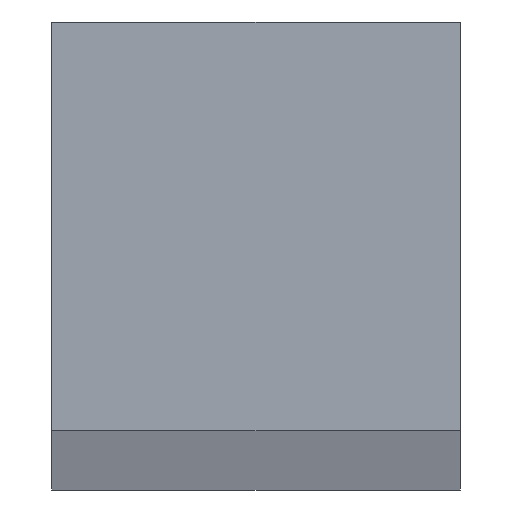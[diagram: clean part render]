
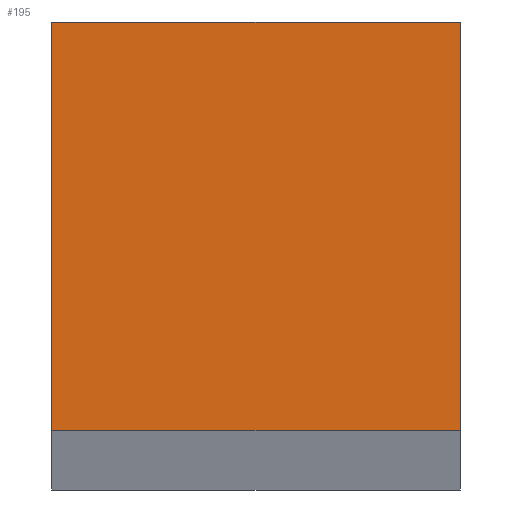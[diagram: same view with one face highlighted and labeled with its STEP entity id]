
A CAD part, top view. The second image highlights one B-rep face of the part: STEP entity #195.
In plain terms, the highlighted planar face has unit normal (0, 0, 1).
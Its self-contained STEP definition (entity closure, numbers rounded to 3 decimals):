
#11 = DIRECTION ( 'NONE',  ( 1., 0., 0. ) ) ;
#12 = CARTESIAN_POINT ( 'NONE',  ( -6., 6., 500. ) ) ;
#19 = CARTESIAN_POINT ( 'NONE',  ( -6., -6., 500. ) ) ;
#22 = CARTESIAN_POINT ( 'NONE',  ( 6., 6., 500. ) ) ;
#25 = DIRECTION ( 'NONE',  ( -1., 0., 0. ) ) ;
#34 = CARTESIAN_POINT ( 'NONE',  ( -6., 6., 500. ) ) ;
#35 = LINE ( 'NONE', #22, #154 ) ;
#36 = DIRECTION ( 'NONE',  ( 0., 1., 0. ) ) ;
#38 = LINE ( 'NONE', #34, #157 ) ;
#41 = CARTESIAN_POINT ( 'NONE',  ( -6., -6., 500. ) ) ;
#42 = CARTESIAN_POINT ( 'NONE',  ( 6., -6., 500. ) ) ;
#54 = ORIENTED_EDGE ( 'NONE', *, *, #197, .T. ) ;
#82 = CARTESIAN_POINT ( 'NONE',  ( -6., 6., 500. ) ) ;
#85 = LINE ( 'NONE', #82, #182 ) ;
#87 = DIRECTION ( 'NONE',  ( 0., -1., 0. ) ) ;
#110 = EDGE_LOOP ( 'NONE', ( #125, #54, #120, #118 ) ) ;
#112 = VERTEX_POINT ( 'NONE', #42 ) ;
#116 = VERTEX_POINT ( 'NONE', #12 ) ;
#117 = VERTEX_POINT ( 'NONE', #138 ) ;
#118 = ORIENTED_EDGE ( 'NONE', *, *, #206, .T. ) ;
#120 = ORIENTED_EDGE ( 'NONE', *, *, #207, .T. ) ;
#122 = PLANE ( 'NONE',  #169 ) ;
#123 = CARTESIAN_POINT ( 'NONE',  ( 0., 0., 500. ) ) ;
#125 = ORIENTED_EDGE ( 'NONE', *, *, #228, .T. ) ;
#132 = DIRECTION ( 'NONE',  ( 1., 0., 0. ) ) ;
#134 = LINE ( 'NONE', #19, #150 ) ;
#138 = CARTESIAN_POINT ( 'NONE',  ( 6., 6., 500. ) ) ;
#142 = DIRECTION ( 'NONE',  ( 0., 0., 1. ) ) ;
#144 = VERTEX_POINT ( 'NONE', #41 ) ;
#150 = VECTOR ( 'NONE', #11, 1000. ) ;
#154 = VECTOR ( 'NONE', #36, 1000. ) ;
#157 = VECTOR ( 'NONE', #25, 1000. ) ;
#169 = AXIS2_PLACEMENT_3D ( 'NONE', #123, #142, #132 ) ;
#182 = VECTOR ( 'NONE', #87, 1000. ) ;
#193 = FACE_OUTER_BOUND ( 'NONE', #110, .T. ) ;
#195 = ADVANCED_FACE ( 'NONE', ( #193 ), #122, .T. ) ;
#197 = EDGE_CURVE ( 'NONE', #144, #112, #134, .T. ) ;
#206 = EDGE_CURVE ( 'NONE', #117, #116, #38, .T. ) ;
#207 = EDGE_CURVE ( 'NONE', #112, #117, #35, .T. ) ;
#228 = EDGE_CURVE ( 'NONE', #116, #144, #85, .T. ) ;
